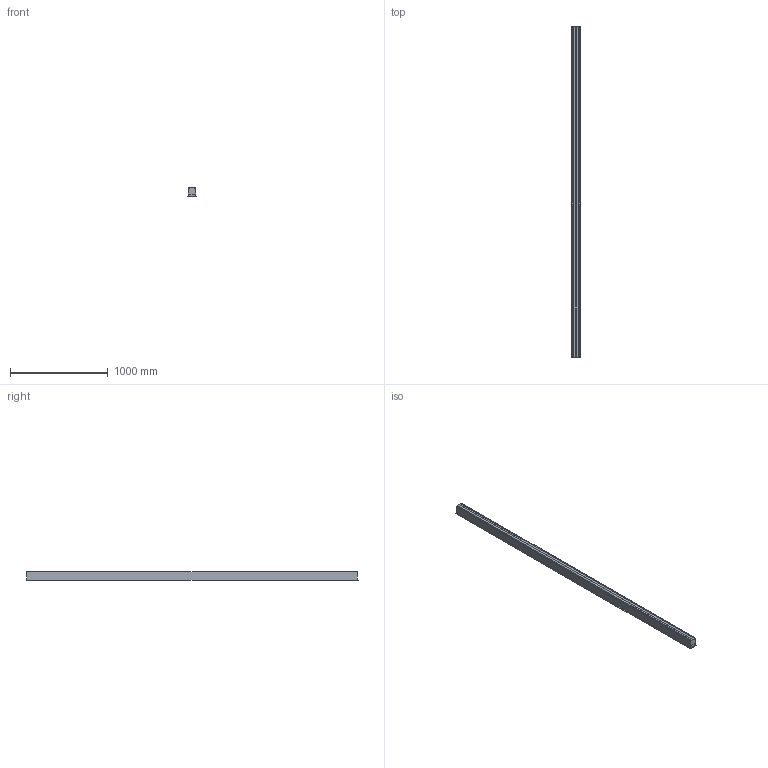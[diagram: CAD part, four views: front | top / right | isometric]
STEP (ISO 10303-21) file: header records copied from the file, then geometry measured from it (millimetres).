
FILE_DESCRIPTION(/* description */ ('This is a sample STEP configuration'),/* implementation_level */ '2;1');
FILE_NAME(/* name */ '728-307083xxxxxx SIMPLE.ipt_Rev_01.stp',/* time_stamp */ '2023-09-19T06:05:49+02:00',/* author */ ('powerJobs'),/* organization */ ('coolOrange'),/* preprocessor_version */ 'ST-DEVELOPER v19.2',/* originating_system */ 'Autodesk Inventor 2023',/* authorisation */ '');
FILE_SCHEMA (('AUTOMOTIVE_DESIGN { 1 0 10303 214 3 1 1 }'));
Length unit declared in the file: millimetre
Products named in the file (1): ENG000019111
Bounding box: 92 x 3394.5 x 90 mm (x, y, z)
Volume: 17712070.8 mm3; surface area: 1517215.2 mm2
Topology: 1 solids, 1 shells, 458 faces, 1101 edges, 734 vertices
Faces by surface type: plane 458
Entity records: 13068 total; most frequent: CARTESIAN_POINT 2294, ORIENTED_EDGE 2202, DIRECTION 2019, LINE 1101, VECTOR 1101, EDGE_CURVE 1101, VERTEX_POINT 734, EDGE_LOOP 547
